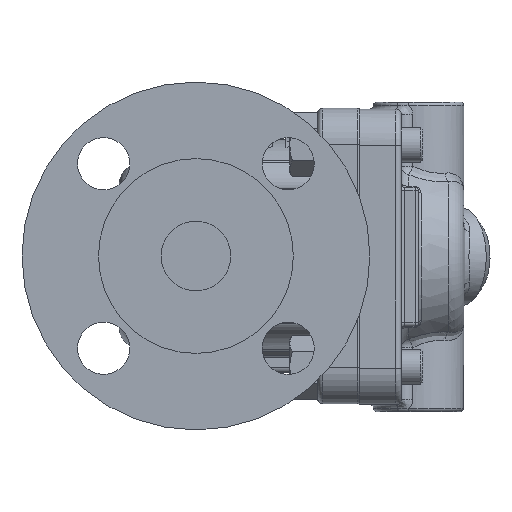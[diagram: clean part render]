
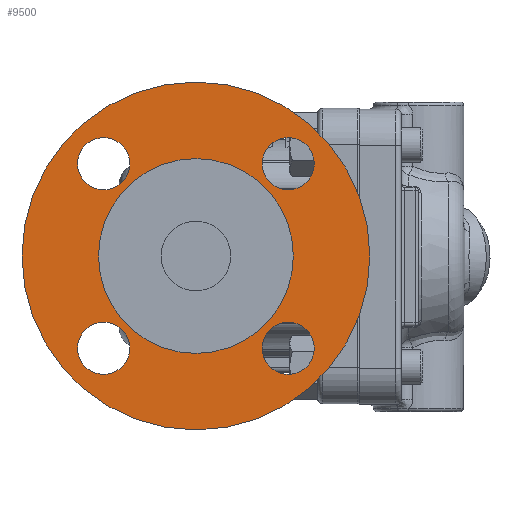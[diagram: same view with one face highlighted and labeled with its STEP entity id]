
A CAD part, left-side view. The second image highlights one B-rep face of the part: STEP entity #9500.
In plain terms, the highlighted planar face has unit normal (-1, 0, 0).
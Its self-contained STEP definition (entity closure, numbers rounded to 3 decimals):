
#674=FACE_BOUND('',#2698,.T.);
#675=FACE_BOUND('',#2699,.T.);
#676=FACE_BOUND('',#2700,.T.);
#677=FACE_BOUND('',#2701,.T.);
#678=FACE_BOUND('',#2702,.T.);
#2072=FACE_OUTER_BOUND('',#2697,.T.);
#2697=EDGE_LOOP('',(#6334));
#2698=EDGE_LOOP('',(#6335));
#2699=EDGE_LOOP('',(#6336));
#2700=EDGE_LOOP('',(#6337));
#2701=EDGE_LOOP('',(#6338));
#2702=EDGE_LOOP('',(#6339));
#3354=CIRCLE('',#10178,28.);
#3355=CIRCLE('',#10180,50.);
#3356=CIRCLE('',#10181,7.5);
#3357=CIRCLE('',#10182,7.5);
#3358=CIRCLE('',#10183,7.5);
#3359=CIRCLE('',#10184,7.5);
#3842=VERTEX_POINT('',#13947);
#3843=VERTEX_POINT('',#13951);
#3844=VERTEX_POINT('',#13953);
#3845=VERTEX_POINT('',#13955);
#3846=VERTEX_POINT('',#13957);
#3847=VERTEX_POINT('',#13959);
#4782=EDGE_CURVE('',#3842,#3842,#3354,.T.);
#4783=EDGE_CURVE('',#3843,#3843,#3355,.T.);
#4784=EDGE_CURVE('',#3844,#3844,#3356,.T.);
#4785=EDGE_CURVE('',#3845,#3845,#3357,.T.);
#4786=EDGE_CURVE('',#3846,#3846,#3358,.T.);
#4787=EDGE_CURVE('',#3847,#3847,#3359,.T.);
#6334=ORIENTED_EDGE('',*,*,#4783,.F.);
#6335=ORIENTED_EDGE('',*,*,#4784,.F.);
#6336=ORIENTED_EDGE('',*,*,#4785,.F.);
#6337=ORIENTED_EDGE('',*,*,#4786,.F.);
#6338=ORIENTED_EDGE('',*,*,#4787,.F.);
#6339=ORIENTED_EDGE('',*,*,#4782,.F.);
#9266=PLANE('',#10179);
#9500=ADVANCED_FACE('',(#2072,#674,#675,#676,#677,#678),#9266,.T.);
#10178=AXIS2_PLACEMENT_3D('',#13949,#11308,#11309);
#10179=AXIS2_PLACEMENT_3D('',#13950,#11310,#11311);
#10180=AXIS2_PLACEMENT_3D('',#13952,#11312,#11313);
#10181=AXIS2_PLACEMENT_3D('',#13954,#11314,#11315);
#10182=AXIS2_PLACEMENT_3D('',#13956,#11316,#11317);
#10183=AXIS2_PLACEMENT_3D('',#13958,#11318,#11319);
#10184=AXIS2_PLACEMENT_3D('',#13960,#11320,#11321);
#11308=DIRECTION('center_axis',(-1.,0.,0.));
#11309=DIRECTION('ref_axis',(0.,0.,-1.));
#11310=DIRECTION('center_axis',(-1.,0.,0.));
#11311=DIRECTION('ref_axis',(0.,0.,1.));
#11312=DIRECTION('center_axis',(1.,0.,0.));
#11313=DIRECTION('ref_axis',(0.,0.,-1.));
#11314=DIRECTION('center_axis',(-1.,0.,0.));
#11315=DIRECTION('ref_axis',(0.,1.,0.));
#11316=DIRECTION('center_axis',(-1.,0.,0.));
#11317=DIRECTION('ref_axis',(0.,0.,-1.));
#11318=DIRECTION('center_axis',(-1.,0.,0.));
#11319=DIRECTION('ref_axis',(0.,-1.,0.));
#11320=DIRECTION('center_axis',(-1.,0.,0.));
#11321=DIRECTION('ref_axis',(0.,0.,1.));
#13947=CARTESIAN_POINT('',(-102.521,12.405,28.));
#13949=CARTESIAN_POINT('Origin',(-102.521,12.405,0.));
#13950=CARTESIAN_POINT('Origin',(-102.521,12.405,0.));
#13951=CARTESIAN_POINT('',(-102.521,12.405,50.));
#13952=CARTESIAN_POINT('Origin',(-102.521,12.405,0.));
#13953=CARTESIAN_POINT('',(-102.521,-21.612,-26.517));
#13954=CARTESIAN_POINT('Origin',(-102.521,-14.112,-26.517));
#13955=CARTESIAN_POINT('',(-102.521,-14.112,34.017));
#13956=CARTESIAN_POINT('Origin',(-102.521,-14.112,26.517));
#13957=CARTESIAN_POINT('',(-102.521,46.421,26.517));
#13958=CARTESIAN_POINT('Origin',(-102.521,38.921,26.517));
#13959=CARTESIAN_POINT('',(-102.521,38.921,-34.017));
#13960=CARTESIAN_POINT('Origin',(-102.521,38.921,-26.517));
